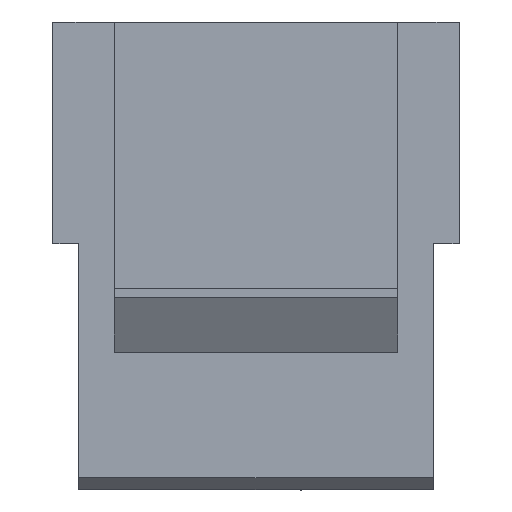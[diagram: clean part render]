
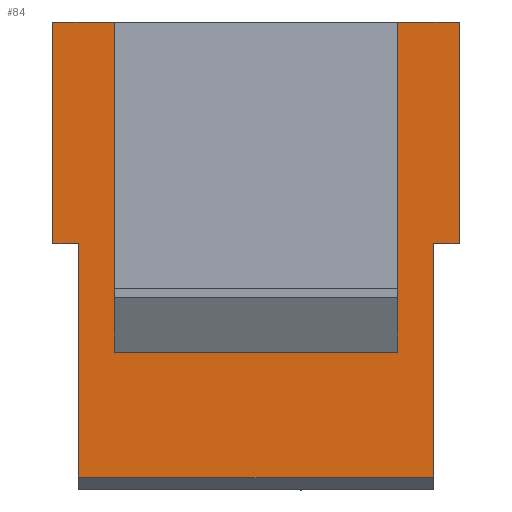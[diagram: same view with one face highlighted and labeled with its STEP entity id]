
A CAD part, front view. The second image highlights one B-rep face of the part: STEP entity #84.
In plain terms, the highlighted planar face has unit normal (0, -1, 0).
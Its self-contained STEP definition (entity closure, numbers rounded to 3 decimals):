
#84=ADVANCED_FACE('',(#207),#2061,.T.);
#207=FACE_OUTER_BOUND('',#333,.T.);
#333=EDGE_LOOP('',(#667,#668,#669,#670,#671,#672,#673,#674,#675,#676,#677,
#678));
#667=ORIENTED_EDGE('',*,*,#1346,.T.);
#668=ORIENTED_EDGE('',*,*,#1344,.T.);
#669=ORIENTED_EDGE('',*,*,#1143,.T.);
#670=ORIENTED_EDGE('',*,*,#1131,.T.);
#671=ORIENTED_EDGE('',*,*,#1199,.F.);
#672=ORIENTED_EDGE('',*,*,#1227,.T.);
#673=ORIENTED_EDGE('',*,*,#1095,.T.);
#674=ORIENTED_EDGE('',*,*,#1228,.F.);
#675=ORIENTED_EDGE('',*,*,#1198,.F.);
#676=ORIENTED_EDGE('',*,*,#1127,.F.);
#677=ORIENTED_EDGE('',*,*,#1145,.T.);
#678=ORIENTED_EDGE('',*,*,#1343,.F.);
#1095=EDGE_CURVE('',#1778,#1779,#1478,.T.);
#1127=EDGE_CURVE('',#1814,#1815,#1510,.T.);
#1131=EDGE_CURVE('',#1818,#1819,#1514,.T.);
#1143=EDGE_CURVE('',#1828,#1818,#1526,.T.);
#1145=EDGE_CURVE('',#1814,#1822,#1528,.T.);
#1198=EDGE_CURVE('',#1815,#1847,#1571,.T.);
#1199=EDGE_CURVE('',#1846,#1819,#1572,.T.);
#1227=EDGE_CURVE('',#1846,#1778,#1599,.T.);
#1228=EDGE_CURVE('',#1847,#1779,#1600,.T.);
#1343=EDGE_CURVE('',#1942,#1822,#1709,.T.);
#1344=EDGE_CURVE('',#1943,#1828,#1710,.T.);
#1346=EDGE_CURVE('',#1942,#1943,#1712,.T.);
#1478=B_SPLINE_CURVE_WITH_KNOTS('',1,(#2762,#2763),.UNSPECIFIED.,.F.,.F.,
(2,2),(0.,11.5),.UNSPECIFIED.);
#1510=B_SPLINE_CURVE_WITH_KNOTS('',1,(#2826,#2827),.UNSPECIFIED.,.F.,.F.,
(2,2),(0.,9.),.UNSPECIFIED.);
#1514=B_SPLINE_CURVE_WITH_KNOTS('',1,(#2834,#2835),.UNSPECIFIED.,.F.,.F.,
(2,2),(0.,9.),.UNSPECIFIED.);
#1526=B_SPLINE_CURVE_WITH_KNOTS('',1,(#2858,#2859),.UNSPECIFIED.,.F.,.F.,
(2,2),(-33.7,-32.7),.UNSPECIFIED.);
#1528=B_SPLINE_CURVE_WITH_KNOTS('',1,(#2862,#2863),.UNSPECIFIED.,.F.,.F.,
(2,2),(-49.2,-48.2),.UNSPECIFIED.);
#1571=B_SPLINE_CURVE_WITH_KNOTS('',1,(#2972,#2973),.UNSPECIFIED.,.F.,.F.,
(2,2),(-49.2,-46.7),.UNSPECIFIED.);
#1572=B_SPLINE_CURVE_WITH_KNOTS('',1,(#2974,#2975),.UNSPECIFIED.,.F.,.F.,
(2,2),(-35.2,-32.7),.UNSPECIFIED.);
#1599=B_SPLINE_CURVE_WITH_KNOTS('',1,(#3032,#3033),.UNSPECIFIED.,.F.,.F.,
(2,2),(9.596,12.297),.UNSPECIFIED.);
#1600=B_SPLINE_CURVE_WITH_KNOTS('',1,(#3034,#3035),.UNSPECIFIED.,.F.,.F.,
(2,2),(9.596,12.297),.UNSPECIFIED.);
#1709=B_SPLINE_CURVE_WITH_KNOTS('',1,(#3346,#3347),.UNSPECIFIED.,.F.,.F.,
(2,2),(-47.306,-37.806),.UNSPECIFIED.);
#1710=B_SPLINE_CURVE_WITH_KNOTS('',1,(#3348,#3349),.UNSPECIFIED.,.F.,.F.,
(2,2),(2.014,11.514),.UNSPECIFIED.);
#1712=B_SPLINE_CURVE_WITH_KNOTS('',1,(#3352,#3353),.UNSPECIFIED.,.F.,.F.,
(2,2),(0.,14.4),.UNSPECIFIED.);
#1778=VERTEX_POINT('',#2580);
#1779=VERTEX_POINT('',#2581);
#1814=VERTEX_POINT('',#2616);
#1815=VERTEX_POINT('',#2617);
#1818=VERTEX_POINT('',#2620);
#1819=VERTEX_POINT('',#2621);
#1822=VERTEX_POINT('',#2624);
#1828=VERTEX_POINT('',#2630);
#1846=VERTEX_POINT('',#2648);
#1847=VERTEX_POINT('',#2649);
#1942=VERTEX_POINT('',#2744);
#1943=VERTEX_POINT('',#2745);
#2061=PLANE('',#2187);
#2187=AXIS2_PLACEMENT_3D('',#2423,#2296,$);
#2296=DIRECTION('',(0.,-1.,0.));
#2423=CARTESIAN_POINT('',(469.,-322.9,0.6));
#2580=CARTESIAN_POINT('',(483.,-322.9,14.9));
#2581=CARTESIAN_POINT('',(471.5,-322.9,14.9));
#2616=CARTESIAN_POINT('',(469.,-322.9,10.1));
#2617=CARTESIAN_POINT('',(469.,-322.9,19.1));
#2620=CARTESIAN_POINT('',(485.5,-322.9,10.1));
#2621=CARTESIAN_POINT('',(485.5,-322.9,19.1));
#2624=CARTESIAN_POINT('',(470.05,-322.9,10.1));
#2630=CARTESIAN_POINT('',(484.45,-322.9,10.1));
#2648=CARTESIAN_POINT('',(483.,-322.9,19.1));
#2649=CARTESIAN_POINT('',(471.5,-322.9,19.1));
#2744=CARTESIAN_POINT('',(470.05,-322.9,0.6));
#2745=CARTESIAN_POINT('',(484.45,-322.9,0.6));
#2762=CARTESIAN_POINT('',(483.,-322.9,14.9));
#2763=CARTESIAN_POINT('',(471.5,-322.9,14.9));
#2826=CARTESIAN_POINT('',(469.,-322.9,10.1));
#2827=CARTESIAN_POINT('',(469.,-322.9,19.1));
#2834=CARTESIAN_POINT('',(485.5,-322.9,10.1));
#2835=CARTESIAN_POINT('',(485.5,-322.9,19.1));
#2858=CARTESIAN_POINT('',(484.45,-322.9,10.1));
#2859=CARTESIAN_POINT('',(485.5,-322.9,10.1));
#2862=CARTESIAN_POINT('',(469.,-322.9,10.1));
#2863=CARTESIAN_POINT('',(470.05,-322.9,10.1));
#2972=CARTESIAN_POINT('',(469.,-322.9,19.1));
#2973=CARTESIAN_POINT('',(471.5,-322.9,19.1));
#2974=CARTESIAN_POINT('',(483.,-322.9,19.1));
#2975=CARTESIAN_POINT('',(485.5,-322.9,19.1));
#3032=CARTESIAN_POINT('',(483.,-322.9,19.1));
#3033=CARTESIAN_POINT('',(483.,-322.9,14.9));
#3034=CARTESIAN_POINT('',(471.5,-322.9,19.1));
#3035=CARTESIAN_POINT('',(471.5,-322.9,14.9));
#3346=CARTESIAN_POINT('',(470.05,-322.9,0.6));
#3347=CARTESIAN_POINT('',(470.05,-322.9,10.1));
#3348=CARTESIAN_POINT('',(484.45,-322.9,0.6));
#3349=CARTESIAN_POINT('',(484.45,-322.9,10.1));
#3352=CARTESIAN_POINT('',(470.05,-322.9,0.6));
#3353=CARTESIAN_POINT('',(484.45,-322.9,0.6));
